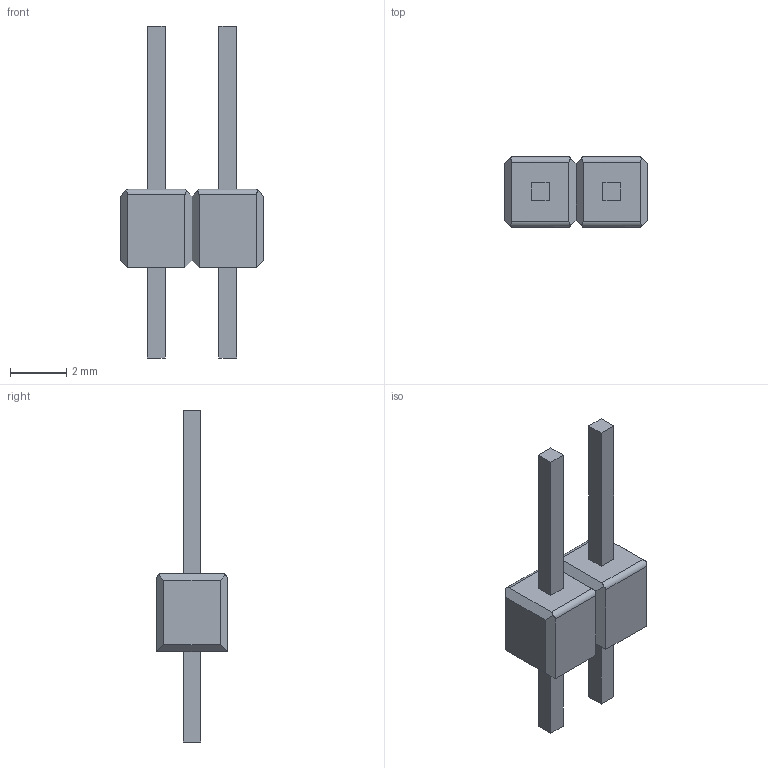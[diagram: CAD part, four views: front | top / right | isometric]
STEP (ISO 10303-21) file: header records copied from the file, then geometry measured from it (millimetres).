
FILE_DESCRIPTION((''),'2;1');
FILE_NAME('C-826936-2','2017-06-07T',('workeradm'),('Tyco Electronics Ltd.'),'CREO PARAMETRIC BY PTC INC, 2016050','CREO PARAMETRIC BY PTC INC, 2016050','');
FILE_SCHEMA(('AUTOMOTIVE_DESIGN { 1 0 10303 214 1 1 1 1 }'));
Length unit declared in the file: millimetre
Products named in the file (1): C-826936-2
Bounding box: 5.08 x 2.5 x 11.8 mm (x, y, z)
Volume: 41.4 mm3; surface area: 110.6 mm2
Topology: 1 solids, 1 shells, 50 faces, 120 edges, 76 vertices
Faces by surface type: plane 46, cylinder 4
Entity records: 1464 total; most frequent: CARTESIAN_POINT 292, ORIENTED_EDGE 240, DIRECTION 204, EDGE_CURVE 120, VECTOR 104, LINE 104, VERTEX_POINT 76, EDGE_LOOP 54
